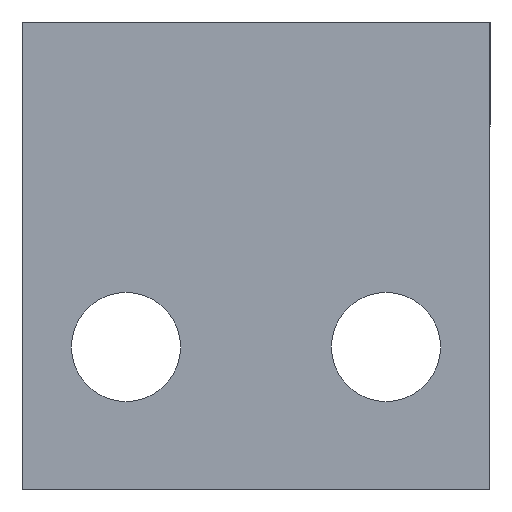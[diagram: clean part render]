
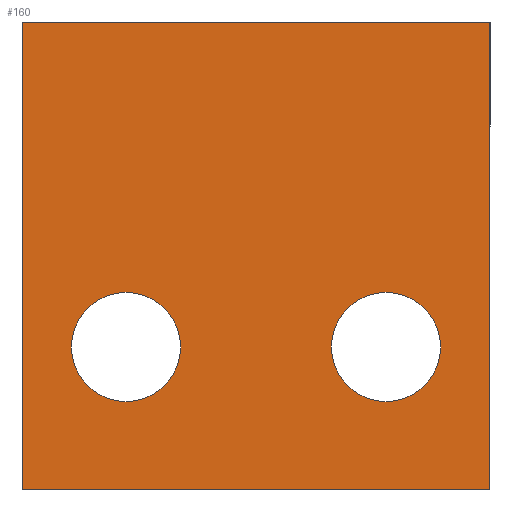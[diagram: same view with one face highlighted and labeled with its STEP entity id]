
A CAD part, left-side view. The second image highlights one B-rep face of the part: STEP entity #160.
In plain terms, the highlighted planar face has unit normal (-1, 0, 0).
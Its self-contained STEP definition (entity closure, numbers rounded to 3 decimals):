
#17 = DIRECTION ( 'NONE',  ( 0., 0., 1. ) ) ;
#18 = AXIS2_PLACEMENT_3D ( 'NONE', #27, #497, #174 ) ;
#23 = DIRECTION ( 'NONE',  ( 1., 0., 0. ) ) ;
#27 = CARTESIAN_POINT ( 'NONE',  ( 0., 4., -12.5 ) ) ;
#39 = EDGE_CURVE ( 'NONE', #472, #76, #509, .T. ) ;
#49 = VERTEX_POINT ( 'NONE', #105 ) ;
#57 = FACE_OUTER_BOUND ( 'NONE', #499, .T. ) ;
#58 = DIRECTION ( 'NONE',  ( 0., 0., -1. ) ) ;
#70 = AXIS2_PLACEMENT_3D ( 'NONE', #285, #185, #554 ) ;
#73 = FACE_BOUND ( 'NONE', #526, .T. ) ;
#76 = VERTEX_POINT ( 'NONE', #261 ) ;
#83 = EDGE_CURVE ( 'NONE', #472, #360, #542, .T. ) ;
#102 = DIRECTION ( 'NONE',  ( 0., 0., -1. ) ) ;
#105 = CARTESIAN_POINT ( 'NONE',  ( 0., 4., -14.6 ) ) ;
#109 = CARTESIAN_POINT ( 'NONE',  ( 0., 14., -14.6 ) ) ;
#126 = CIRCLE ( 'NONE', #284, 2.1 ) ;
#127 = EDGE_CURVE ( 'NONE', #307, #177, #126, .T. ) ;
#130 = ORIENTED_EDGE ( 'NONE', *, *, #159, .F. ) ;
#145 = VECTOR ( 'NONE', #478, 1000. ) ;
#157 = ORIENTED_EDGE ( 'NONE', *, *, #226, .T. ) ;
#159 = EDGE_CURVE ( 'NONE', #76, #662, #380, .T. ) ;
#160 = ADVANCED_FACE ( 'NONE', ( #73, #560, #57 ), #254, .F. ) ;
#174 = DIRECTION ( 'NONE',  ( 0., 0., 1. ) ) ;
#177 = VERTEX_POINT ( 'NONE', #109 ) ;
#181 = VECTOR ( 'NONE', #17, 1000. ) ;
#185 = DIRECTION ( 'NONE',  ( 1., 0., 0. ) ) ;
#214 = CARTESIAN_POINT ( 'NONE',  ( 0., 14., -10.4 ) ) ;
#215 = ORIENTED_EDGE ( 'NONE', *, *, #127, .T. ) ;
#220 = CIRCLE ( 'NONE', #355, 2.1 ) ;
#225 = CARTESIAN_POINT ( 'NONE',  ( 0., 0., -18. ) ) ;
#226 = EDGE_CURVE ( 'NONE', #360, #662, #470, .T. ) ;
#228 = CIRCLE ( 'NONE', #70, 2.1 ) ;
#254 = PLANE ( 'NONE',  #673 ) ;
#256 = CARTESIAN_POINT ( 'NONE',  ( 0., 0., 0. ) ) ;
#261 = CARTESIAN_POINT ( 'NONE',  ( 0., 18., 0. ) ) ;
#265 = EDGE_CURVE ( 'NONE', #49, #544, #220, .T. ) ;
#284 = AXIS2_PLACEMENT_3D ( 'NONE', #476, #421, #58 ) ;
#285 = CARTESIAN_POINT ( 'NONE',  ( 0., 14., -12.5 ) ) ;
#300 = ORIENTED_EDGE ( 'NONE', *, *, #83, .T. ) ;
#305 = VECTOR ( 'NONE', #624, 1000. ) ;
#307 = VERTEX_POINT ( 'NONE', #214 ) ;
#309 = CARTESIAN_POINT ( 'NONE',  ( 0., 4., -10.4 ) ) ;
#313 = CARTESIAN_POINT ( 'NONE',  ( 0., 18., -18. ) ) ;
#317 = ORIENTED_EDGE ( 'NONE', *, *, #265, .T. ) ;
#318 = DIRECTION ( 'NONE',  ( 0., -1., 0. ) ) ;
#355 = AXIS2_PLACEMENT_3D ( 'NONE', #592, #23, #585 ) ;
#360 = VERTEX_POINT ( 'NONE', #225 ) ;
#361 = DIRECTION ( 'NONE',  ( 1., 0., 0. ) ) ;
#367 = EDGE_CURVE ( 'NONE', #544, #49, #400, .T. ) ;
#380 = LINE ( 'NONE', #524, #495 ) ;
#382 = ORIENTED_EDGE ( 'NONE', *, *, #39, .F. ) ;
#393 = ORIENTED_EDGE ( 'NONE', *, *, #367, .T. ) ;
#400 = CIRCLE ( 'NONE', #18, 2.1 ) ;
#414 = EDGE_CURVE ( 'NONE', #177, #307, #228, .T. ) ;
#417 = CARTESIAN_POINT ( 'NONE',  ( 0., 18., -18. ) ) ;
#421 = DIRECTION ( 'NONE',  ( 1., 0., 0. ) ) ;
#449 = ORIENTED_EDGE ( 'NONE', *, *, #414, .T. ) ;
#459 = CARTESIAN_POINT ( 'NONE',  ( 0., 18., -18. ) ) ;
#463 = CARTESIAN_POINT ( 'NONE',  ( 0., 18., -18. ) ) ;
#470 = LINE ( 'NONE', #593, #181 ) ;
#472 = VERTEX_POINT ( 'NONE', #459 ) ;
#476 = CARTESIAN_POINT ( 'NONE',  ( 0., 14., -12.5 ) ) ;
#478 = DIRECTION ( 'NONE',  ( 0., 0., 1. ) ) ;
#495 = VECTOR ( 'NONE', #318, 1000. ) ;
#497 = DIRECTION ( 'NONE',  ( 1., 0., 0. ) ) ;
#499 = EDGE_LOOP ( 'NONE', ( #157, #130, #382, #300 ) ) ;
#509 = LINE ( 'NONE', #417, #145 ) ;
#524 = CARTESIAN_POINT ( 'NONE',  ( 0., 18., 0. ) ) ;
#526 = EDGE_LOOP ( 'NONE', ( #317, #393 ) ) ;
#538 = EDGE_LOOP ( 'NONE', ( #449, #215 ) ) ;
#542 = LINE ( 'NONE', #463, #305 ) ;
#544 = VERTEX_POINT ( 'NONE', #309 ) ;
#554 = DIRECTION ( 'NONE',  ( 0., 0., -1. ) ) ;
#560 = FACE_BOUND ( 'NONE', #538, .T. ) ;
#585 = DIRECTION ( 'NONE',  ( 0., 0., 1. ) ) ;
#592 = CARTESIAN_POINT ( 'NONE',  ( 0., 4., -12.5 ) ) ;
#593 = CARTESIAN_POINT ( 'NONE',  ( 0., 0., -18. ) ) ;
#624 = DIRECTION ( 'NONE',  ( 0., -1., 0. ) ) ;
#662 = VERTEX_POINT ( 'NONE', #256 ) ;
#673 = AXIS2_PLACEMENT_3D ( 'NONE', #313, #361, #102 ) ;
